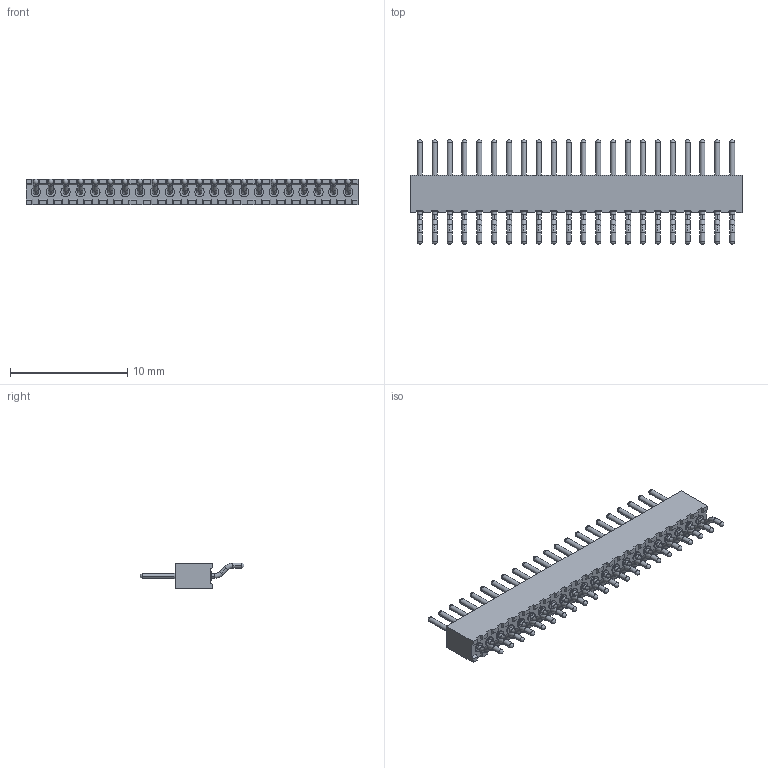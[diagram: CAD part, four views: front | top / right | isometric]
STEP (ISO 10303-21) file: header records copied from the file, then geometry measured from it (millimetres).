
FILE_DESCRIPTION(('STEP AP214'),'1');
FILE_NAME('pcb_connector_850-10-022-40-251101.stp','2020-04-09T09:47:34',('TraceParts'),('TraceParts S.A.'),'Spatial InterOp 3D',' ',' ');
FILE_SCHEMA(('AUTOMOTIVE_DESIGN { 1 0 10303 214 1 1 1 1 }'));
Length unit declared in the file: millimetre
Products named in the file (1): pcb_connector_850-10-022-40-251101
Bounding box: 28.35 x 8.9 x 2.2 mm (x, y, z)
Volume: 209.9 mm3; surface area: 503.7 mm2
Topology: 1 solids, 1 shells, 560 faces, 1652 edges, 1072 vertices
Faces by surface type: cylinder 220, plane 208, torus 88, sphere 44
Entity records: 23000 total; most frequent: DIRECTION 3478, CARTESIAN_POINT 3197, ORIENTED_EDGE 3128, EDGE_CURVE 1564, AXIS2_PLACEMENT_3D 1353, VERTEX_POINT 1072, CIRCLE 792, LINE 772
